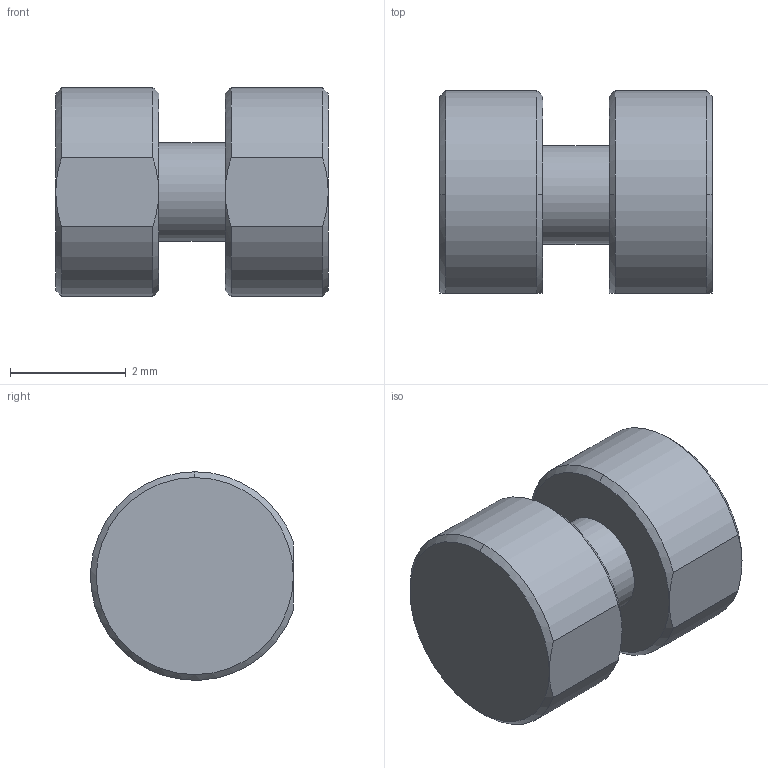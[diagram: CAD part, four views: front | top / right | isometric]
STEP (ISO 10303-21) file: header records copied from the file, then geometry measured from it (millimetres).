
FILE_DESCRIPTION(('FreeCAD Model'),'2;1');
FILE_NAME('Open CASCADE Shape Model','2025-07-31T19:51:01',('FreeCAD'),( 'FreeCAD'),'Open CASCADE STEP processor 7.7','FreeCAD','Unknown');
FILE_SCHEMA(('AUTOMOTIVE_DESIGN { 1 0 10303 214 1 1 1 1 }'));
Length unit declared in the file: millimetre
Products named in the file (1): Open CASCADE STEP translator 7.7 1
Bounding box: 4.7 x 3.5 x 3.6 mm (x, y, z)
Volume: 38.3 mm3; surface area: 79.6 mm2
Topology: 1 solids, 1 shells, 17 faces, 35 edges, 22 vertices
Faces by surface type: cone 8, plane 6, cylinder 3
Full cylindrical faces by diameter (mm): 1.7 x1
Entity records: 473 total; most frequent: DIRECTION 97, CARTESIAN_POINT 75, ORIENTED_EDGE 70, AXIS2_PLACEMENT_3D 44, EDGE_CURVE 35, VERTEX_POINT 22, FACE_BOUND 19, EDGE_LOOP 19
